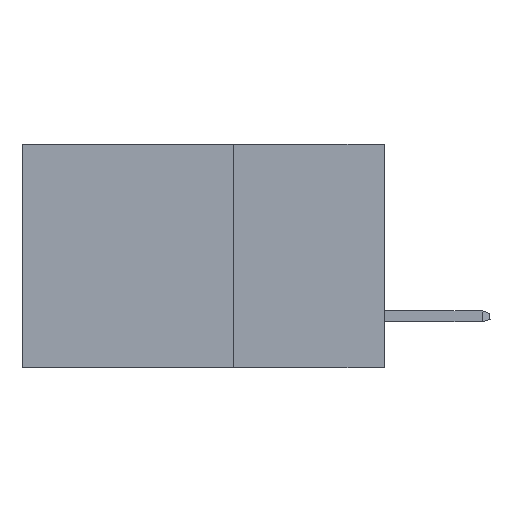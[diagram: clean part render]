
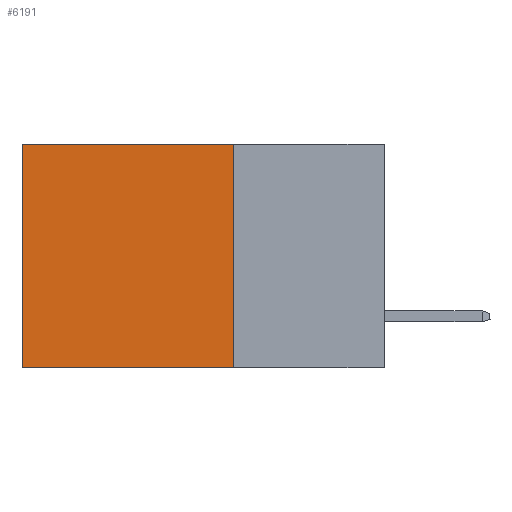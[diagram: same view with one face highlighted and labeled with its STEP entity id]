
A CAD part, left-side view. The second image highlights one B-rep face of the part: STEP entity #6191.
In plain terms, the highlighted planar face has unit normal (-1, 0, 0).
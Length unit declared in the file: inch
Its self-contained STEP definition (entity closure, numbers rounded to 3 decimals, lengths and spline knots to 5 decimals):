
#219 = EDGE_LOOP ( 'NONE', ( #1421, #7822, #9400, #6296 ) ) ;
#365 = CARTESIAN_POINT ( 'NONE',  ( 0.298, 0.6, -0.37 ) ) ;
#451 = VECTOR ( 'NONE', #7490, 39.37008 ) ;
#989 = PLANE ( 'NONE',  #1477 ) ;
#1421 = ORIENTED_EDGE ( 'NONE', *, *, #6174, .T. ) ;
#1477 = AXIS2_PLACEMENT_3D ( 'NONE', #2692, #8139, #3594 ) ;
#1777 = CARTESIAN_POINT ( 'NONE',  ( 0.298, 0.25, -0.37 ) ) ;
#2077 = VERTEX_POINT ( 'NONE', #365 ) ;
#2184 = EDGE_CURVE ( 'NONE', #5976, #2077, #3299, .T. ) ;
#2692 = CARTESIAN_POINT ( 'NONE',  ( 0.298, 0.25, 0. ) ) ;
#2885 = CARTESIAN_POINT ( 'NONE',  ( 0.298, 0.25, 0. ) ) ;
#3172 = DIRECTION ( 'NONE',  ( 0., 1., 0. ) ) ;
#3299 = LINE ( 'NONE', #7910, #7351 ) ;
#3490 = DIRECTION ( 'NONE',  ( 0., 0., -1. ) ) ;
#3515 = CARTESIAN_POINT ( 'NONE',  ( 0.298, 0.25, 0. ) ) ;
#3540 = EDGE_CURVE ( 'NONE', #6874, #5976, #6105, .T. ) ;
#3594 = DIRECTION ( 'NONE',  ( 0., 0., -1. ) ) ;
#4321 = LINE ( 'NONE', #2885, #9595 ) ;
#5098 = LINE ( 'NONE', #6886, #451 ) ;
#5165 = EDGE_CURVE ( 'NONE', #6874, #9466, #4321, .T. ) ;
#5464 = CARTESIAN_POINT ( 'NONE',  ( 0.298, 0.6, 0. ) ) ;
#5976 = VERTEX_POINT ( 'NONE', #1777 ) ;
#6105 = LINE ( 'NONE', #3515, #6372 ) ;
#6174 = EDGE_CURVE ( 'NONE', #9466, #2077, #5098, .T. ) ;
#6191 = ADVANCED_FACE ( 'NONE', ( #6740 ), #989, .F. ) ;
#6296 = ORIENTED_EDGE ( 'NONE', *, *, #5165, .T. ) ;
#6372 = VECTOR ( 'NONE', #3490, 39.37008 ) ;
#6740 = FACE_OUTER_BOUND ( 'NONE', #219, .T. ) ;
#6874 = VERTEX_POINT ( 'NONE', #9253 ) ;
#6886 = CARTESIAN_POINT ( 'NONE',  ( 0.298, 0.6, 0. ) ) ;
#7351 = VECTOR ( 'NONE', #9283, 39.37008 ) ;
#7490 = DIRECTION ( 'NONE',  ( 0., 0., -1. ) ) ;
#7822 = ORIENTED_EDGE ( 'NONE', *, *, #2184, .F. ) ;
#7910 = CARTESIAN_POINT ( 'NONE',  ( 0.298, 0.25, -0.37 ) ) ;
#8139 = DIRECTION ( 'NONE',  ( 1., 0., 0. ) ) ;
#9253 = CARTESIAN_POINT ( 'NONE',  ( 0.298, 0.25, 0. ) ) ;
#9283 = DIRECTION ( 'NONE',  ( 0., 1., 0. ) ) ;
#9400 = ORIENTED_EDGE ( 'NONE', *, *, #3540, .F. ) ;
#9466 = VERTEX_POINT ( 'NONE', #5464 ) ;
#9595 = VECTOR ( 'NONE', #3172, 39.37008 ) ;
